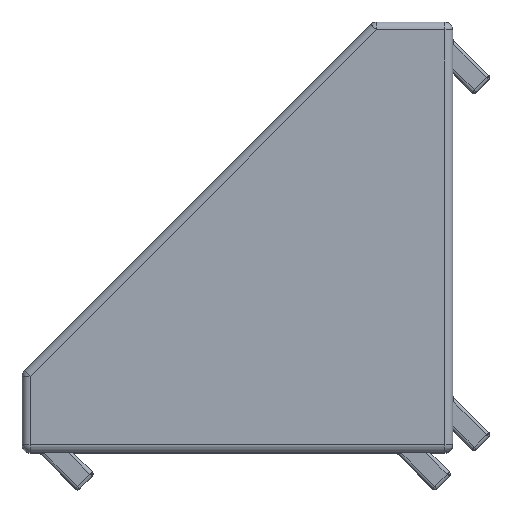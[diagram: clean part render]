
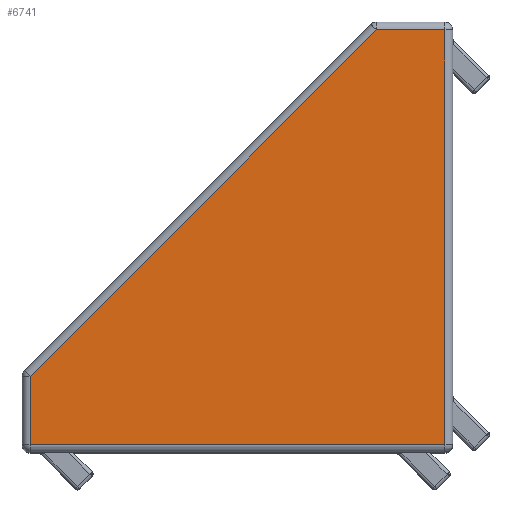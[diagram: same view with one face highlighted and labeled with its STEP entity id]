
A CAD part, top view. The second image highlights one B-rep face of the part: STEP entity #6741.
In plain terms, the highlighted planar face has unit normal (0, 0, 1).
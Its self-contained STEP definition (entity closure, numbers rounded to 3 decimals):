
#480 = AXIS2_PLACEMENT_3D ( 'NONE', #898, #9804, #14288 ) ;
#733 = LINE ( 'NONE', #12288, #5258 ) ;
#748 = DIRECTION ( 'NONE',  ( -0.707, -0.707, 0. ) ) ;
#754 = ORIENTED_EDGE ( 'NONE', *, *, #6913, .T. ) ;
#898 = CARTESIAN_POINT ( 'NONE',  ( 0., 0., 14. ) ) ;
#1012 = CARTESIAN_POINT ( 'NONE',  ( -26.5, 4.793, 14. ) ) ;
#1138 = ORIENTED_EDGE ( 'NONE', *, *, #5924, .T. ) ;
#1271 = DIRECTION ( 'NONE',  ( -1., 0., 0. ) ) ;
#1846 = VECTOR ( 'NONE', #748, 1000. ) ;
#2433 = VECTOR ( 'NONE', #12364, 1000. ) ;
#4108 = VERTEX_POINT ( 'NONE', #9936 ) ;
#4419 = CARTESIAN_POINT ( 'NONE',  ( -0.5, 0., 14. ) ) ;
#4472 = DIRECTION ( 'NONE',  ( 0., 1., 0. ) ) ;
#4606 = CARTESIAN_POINT ( 'NONE',  ( 0., 0.5, 14. ) ) ;
#5053 = LINE ( 'NONE', #8876, #10236 ) ;
#5258 = VECTOR ( 'NONE', #10088, 1000. ) ;
#5318 = VERTEX_POINT ( 'NONE', #13505 ) ;
#5759 = LINE ( 'NONE', #4419, #8684 ) ;
#5924 = EDGE_CURVE ( 'NONE', #6873, #5318, #5759, .T. ) ;
#6212 = VERTEX_POINT ( 'NONE', #7294 ) ;
#6741 = ADVANCED_FACE ( 'NONE', ( #10057 ), #12062, .F. ) ;
#6747 = LINE ( 'NONE', #4606, #2433 ) ;
#6873 = VERTEX_POINT ( 'NONE', #13509 ) ;
#6913 = EDGE_CURVE ( 'NONE', #5318, #6212, #5053, .T. ) ;
#7294 = CARTESIAN_POINT ( 'NONE',  ( -4.793, 26.5, 14. ) ) ;
#8320 = EDGE_CURVE ( 'NONE', #11469, #4108, #733, .T. ) ;
#8684 = VECTOR ( 'NONE', #4472, 1000. ) ;
#8876 = CARTESIAN_POINT ( 'NONE',  ( 0., 26.5, 14. ) ) ;
#9804 = DIRECTION ( 'NONE',  ( 0., 0., -1. ) ) ;
#9861 = EDGE_CURVE ( 'NONE', #4108, #6873, #6747, .T. ) ;
#9916 = ORIENTED_EDGE ( 'NONE', *, *, #9861, .T. ) ;
#9936 = CARTESIAN_POINT ( 'NONE',  ( -26.5, 0.5, 14. ) ) ;
#10057 = FACE_OUTER_BOUND ( 'NONE', #10492, .T. ) ;
#10088 = DIRECTION ( 'NONE',  ( 0., -1., 0. ) ) ;
#10236 = VECTOR ( 'NONE', #1271, 1000. ) ;
#10492 = EDGE_LOOP ( 'NONE', ( #9916, #1138, #754, #11588, #13593 ) ) ;
#10666 = CARTESIAN_POINT ( 'NONE',  ( -15.646, 15.646, 14. ) ) ;
#11469 = VERTEX_POINT ( 'NONE', #1012 ) ;
#11588 = ORIENTED_EDGE ( 'NONE', *, *, #13371, .T. ) ;
#12062 = PLANE ( 'NONE',  #480 ) ;
#12288 = CARTESIAN_POINT ( 'NONE',  ( -26.5, 0., 14. ) ) ;
#12364 = DIRECTION ( 'NONE',  ( 1., 0., 0. ) ) ;
#12723 = LINE ( 'NONE', #10666, #1846 ) ;
#13371 = EDGE_CURVE ( 'NONE', #6212, #11469, #12723, .T. ) ;
#13505 = CARTESIAN_POINT ( 'NONE',  ( -0.5, 26.5, 14. ) ) ;
#13509 = CARTESIAN_POINT ( 'NONE',  ( -0.5, 0.5, 14. ) ) ;
#13593 = ORIENTED_EDGE ( 'NONE', *, *, #8320, .T. ) ;
#14288 = DIRECTION ( 'NONE',  ( -1., 0., 0. ) ) ;
